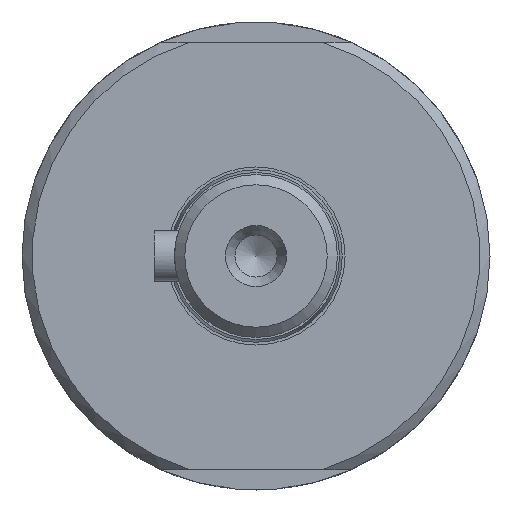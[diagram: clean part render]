
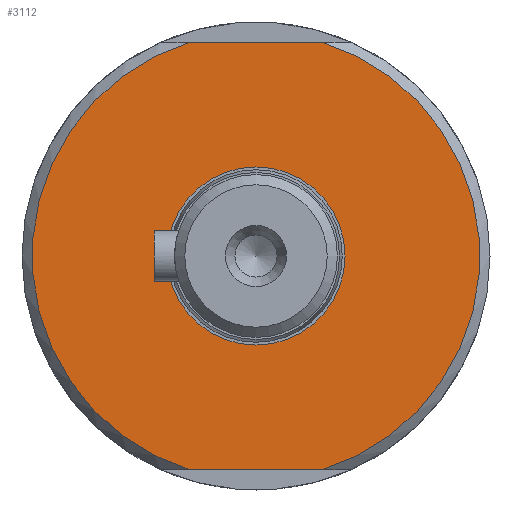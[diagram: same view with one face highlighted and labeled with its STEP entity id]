
A CAD part, left-side view. The second image highlights one B-rep face of the part: STEP entity #3112.
In plain terms, the highlighted planar face has unit normal (-1, 0, 0).
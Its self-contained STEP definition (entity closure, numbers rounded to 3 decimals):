
#256=FACE_BOUND('',#1133,.T.);
#496=LINE('',#5170,#759);
#497=LINE('',#5172,#760);
#759=VECTOR('',#4131,10.);
#760=VECTOR('',#4132,10.);
#953=FACE_OUTER_BOUND('',#1132,.T.);
#1132=EDGE_LOOP('',(#2731,#2732,#2733,#2734));
#1133=EDGE_LOOP('',(#2735,#2736));
#1253=CIRCLE('',#3380,8.75);
#1254=CIRCLE('',#3381,8.75);
#1257=CIRCLE('',#3385,22.);
#1258=CIRCLE('',#3387,22.);
#1526=VERTEX_POINT('',#5148);
#1527=VERTEX_POINT('',#5150);
#1528=VERTEX_POINT('',#5154);
#1532=VERTEX_POINT('',#5163);
#1533=VERTEX_POINT('',#5169);
#1534=VERTEX_POINT('',#5171);
#1935=EDGE_CURVE('',#1527,#1526,#1253,.T.);
#1936=EDGE_CURVE('',#1526,#1527,#1254,.T.);
#1941=EDGE_CURVE('',#1532,#1528,#1257,.T.);
#1942=EDGE_CURVE('',#1533,#1528,#496,.T.);
#1943=EDGE_CURVE('',#1532,#1534,#497,.T.);
#1944=EDGE_CURVE('',#1533,#1534,#1258,.T.);
#2731=ORIENTED_EDGE('',*,*,#1942,.T.);
#2732=ORIENTED_EDGE('',*,*,#1941,.F.);
#2733=ORIENTED_EDGE('',*,*,#1943,.T.);
#2734=ORIENTED_EDGE('',*,*,#1944,.F.);
#2735=ORIENTED_EDGE('',*,*,#1935,.T.);
#2736=ORIENTED_EDGE('',*,*,#1936,.T.);
#2961=PLANE('',#3386);
#3112=ADVANCED_FACE('',(#953,#256),#2961,.T.);
#3380=AXIS2_PLACEMENT_3D('',#5151,#4117,#4118);
#3381=AXIS2_PLACEMENT_3D('',#5152,#4119,#4120);
#3385=AXIS2_PLACEMENT_3D('',#5167,#4127,#4128);
#3386=AXIS2_PLACEMENT_3D('',#5168,#4129,#4130);
#3387=AXIS2_PLACEMENT_3D('',#5173,#4133,#4134);
#4117=DIRECTION('center_axis',(1.,0.,0.));
#4118=DIRECTION('ref_axis',(0.,-1.,0.));
#4119=DIRECTION('center_axis',(1.,0.,0.));
#4120=DIRECTION('ref_axis',(0.,-1.,0.));
#4127=DIRECTION('center_axis',(1.,0.,0.));
#4128=DIRECTION('ref_axis',(0.,-1.,0.));
#4129=DIRECTION('center_axis',(-1.,0.,0.));
#4130=DIRECTION('ref_axis',(0.,0.,-1.));
#4131=DIRECTION('',(0.,1.,0.));
#4132=DIRECTION('',(0.,-1.,0.));
#4133=DIRECTION('center_axis',(1.,0.,0.));
#4134=DIRECTION('ref_axis',(0.,-1.,0.));
#5148=CARTESIAN_POINT('',(-134.5,8.75,0.));
#5150=CARTESIAN_POINT('',(-134.5,-8.75,0.));
#5151=CARTESIAN_POINT('Origin',(-134.5,0.,0.));
#5152=CARTESIAN_POINT('Origin',(-134.5,0.,0.));
#5154=CARTESIAN_POINT('',(-134.5,6.557,21.));
#5163=CARTESIAN_POINT('',(-134.5,6.557,-21.));
#5167=CARTESIAN_POINT('Origin',(-134.5,0.,0.));
#5168=CARTESIAN_POINT('Origin',(-134.5,-15.375,0.));
#5169=CARTESIAN_POINT('',(-134.5,-6.557,21.));
#5170=CARTESIAN_POINT('',(-134.5,0.91,21.));
#5171=CARTESIAN_POINT('',(-134.5,-6.557,-21.));
#5172=CARTESIAN_POINT('',(-134.5,-15.688,-21.));
#5173=CARTESIAN_POINT('Origin',(-134.5,0.,0.));
